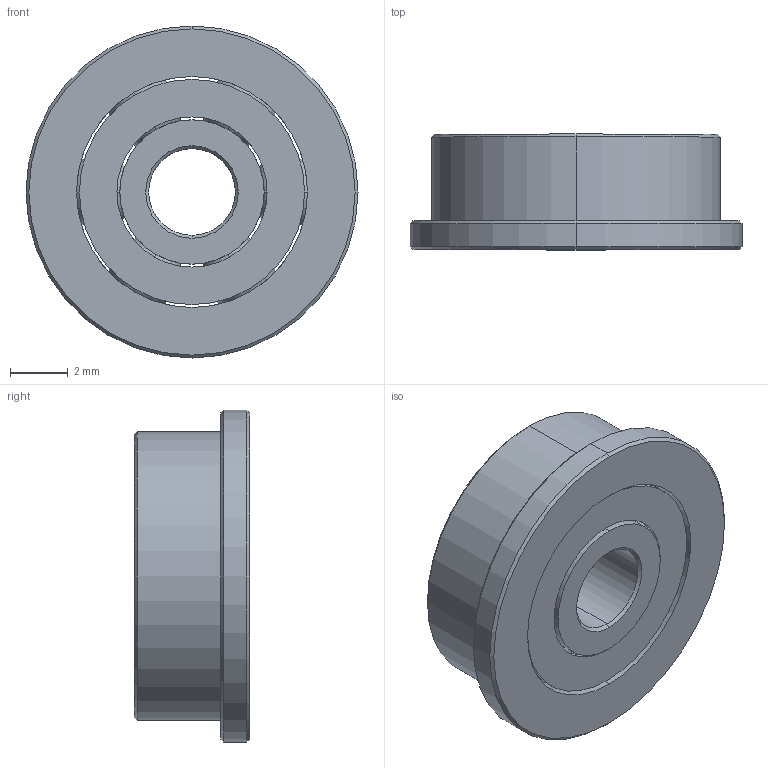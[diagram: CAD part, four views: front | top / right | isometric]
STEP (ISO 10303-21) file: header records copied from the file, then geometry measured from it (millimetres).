
FILE_DESCRIPTION (( 'STEP AP214' ), '1' );
FILE_NAME ('F623ZZ Flange ball bearing.STEP', '2021-03-10T09:08:30', ( '' ), ( '' ), 'SwSTEP 2.0', 'SolidWorks 2016', '' );
FILE_SCHEMA (( 'AUTOMOTIVE_DESIGN' ));
Length unit declared in the file: millimetre
Products named in the file (1): F623ZZ Flange ball bearing
Bounding box: 11.5 x 4 x 11.5 mm (x, y, z)
Volume: 220.4 mm3; surface area: 694.3 mm2
Topology: 3 solids, 3 shells, 74 faces, 246 edges, 157 vertices
Faces by surface type: cylinder 22, torus 21, sphere 12, cone 10, plane 9
Entity records: 2820 total; most frequent: CARTESIAN_POINT 850, ORIENTED_EDGE 432, DIRECTION 382, EDGE_CURVE 216, AXIS2_PLACEMENT_3D 175, VERTEX_POINT 139, CIRCLE 100, B_SPLINE_CURVE_WITH_KNOTS 84
